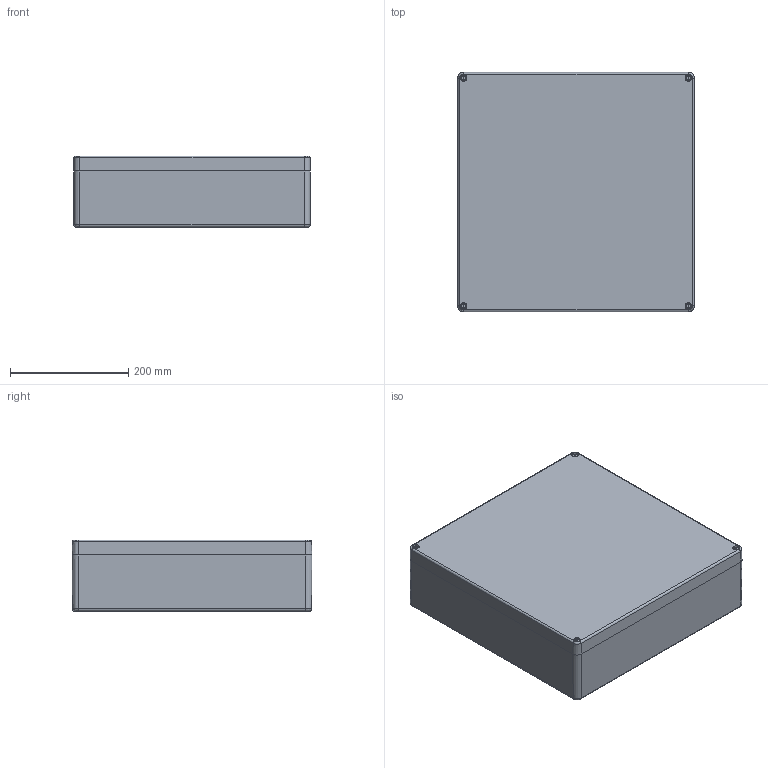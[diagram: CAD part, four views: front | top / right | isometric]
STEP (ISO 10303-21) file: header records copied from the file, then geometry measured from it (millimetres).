
FILE_DESCRIPTION (( 'STEP AP214' ), '1' );
FILE_NAME ('DU16165W.STEP', '2019-07-09T19:04:23', ( '' ), ( '' ), 'SwSTEP 2.0', 'SolidWorks 2018', '' );
FILE_SCHEMA (( 'AUTOMOTIVE_DESIGN' ));
Length unit declared in the file: inch
Products named in the file (1): DU16165W
Bounding box: 400 x 405 x 121 mm (x, y, z)
Volume: 3054127.9 mm3; surface area: 1084271.1 mm2
Topology: 17 solids, 17 shells, 1345 faces, 3399 edges, 2193 vertices
Faces by surface type: plane 645, bspline 356, cylinder 170, cone 162, torus 12
Full cylindrical faces by diameter (mm): 4.917 x10, 5.2 x4, 5.4 x4, 6 x10, 7 x4, 7.4 x10, 8 x4, 9.5 x4
Entity records: 44406 total; most frequent: CARTESIAN_POINT 15230, ORIENTED_EDGE 6356, DIRECTION 4886, EDGE_CURVE 3178, VERTEX_POINT 2136, LINE 1746, VECTOR 1746, EDGE_LOOP 1632
